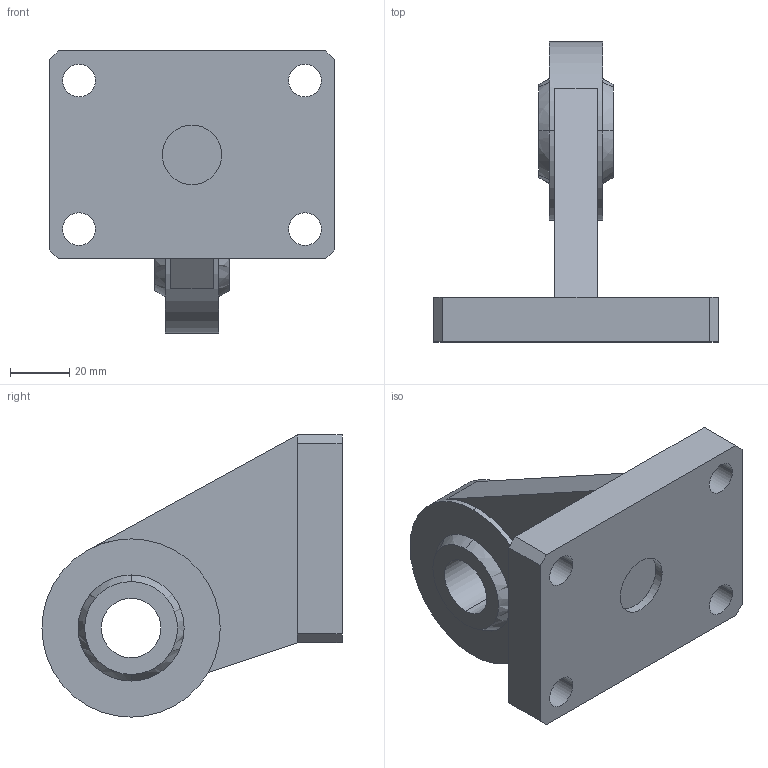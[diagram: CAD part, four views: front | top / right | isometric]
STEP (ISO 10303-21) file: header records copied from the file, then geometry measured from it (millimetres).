
FILE_DESCRIPTION(('STEP AP214'),'1');
FILE_NAME('chape_np100c.stp','2017-04-26T06:21:49',('TraceParts'),('TraceParts S.A.'),'Spatial InterOp 3D',' ',' ');
FILE_SCHEMA(('automotive_design'));
Length unit declared in the file: millimetre
Products named in the file (2): chape_np100c_1; chape_np100c_2
Bounding box: 96 x 101 x 95 mm (x, y, z)
Volume: 175435.1 mm3; surface area: 39108.8 mm2
Topology: 2 solids, 2 shells, 50 faces, 133 edges, 84 vertices
Faces by surface type: plane 24, cylinder 22, sphere 4
Entity records: 1585 total; most frequent: DIRECTION 295, CARTESIAN_POINT 261, ORIENTED_EDGE 250, EDGE_CURVE 125, AXIS2_PLACEMENT_3D 118, VERTEX_POINT 84, EDGE_LOOP 67, CIRCLE 66
